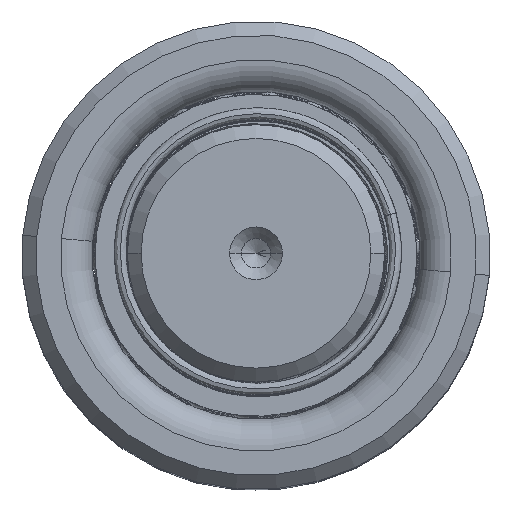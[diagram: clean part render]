
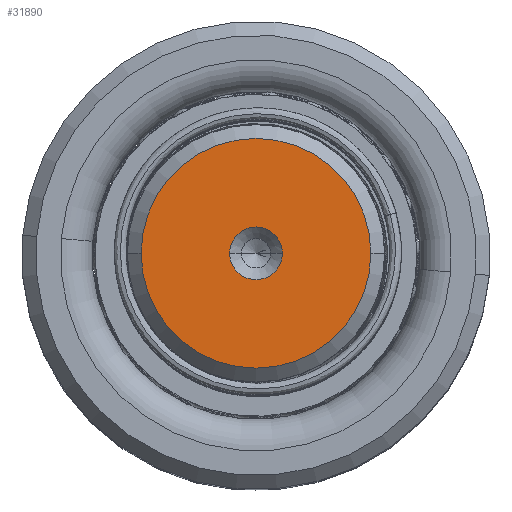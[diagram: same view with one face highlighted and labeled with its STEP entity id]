
A CAD part, top view. The second image highlights one B-rep face of the part: STEP entity #31890.
In plain terms, the highlighted planar face has unit normal (0, 0, 1).
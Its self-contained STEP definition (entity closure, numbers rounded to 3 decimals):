
#436 = CARTESIAN_POINT ( 'NONE',  ( 2.25, 0., 160. ) ) ;
#984 = EDGE_CURVE ( 'NONE', #46954, #34003, #6600, .T. ) ;
#5410 = ORIENTED_EDGE ( 'NONE', *, *, #13945, .F. ) ;
#6600 = CIRCLE ( 'NONE', #38990, 2.25 ) ;
#6981 = EDGE_CURVE ( 'NONE', #56911, #56788, #20442, .T. ) ;
#12928 = CIRCLE ( 'NONE', #33811, 9.809 ) ;
#13542 = EDGE_CURVE ( 'NONE', #56788, #56911, #12928, .T. ) ;
#13945 = EDGE_CURVE ( 'NONE', #34003, #46954, #17752, .T. ) ;
#15134 = CARTESIAN_POINT ( 'NONE',  ( 0., 0., 160. ) ) ;
#15333 = DIRECTION ( 'NONE',  ( 0., 0., 1. ) ) ;
#16560 = EDGE_LOOP ( 'NONE', ( #5410, #47281 ) ) ;
#17752 = CIRCLE ( 'NONE', #24578, 2.25 ) ;
#18647 = CARTESIAN_POINT ( 'NONE',  ( 9.809, 0., 160. ) ) ;
#18833 = CARTESIAN_POINT ( 'NONE',  ( 0., 0., 160. ) ) ;
#19030 = DIRECTION ( 'NONE',  ( 1., 0., 0. ) ) ;
#20442 = CIRCLE ( 'NONE', #22612, 9.809 ) ;
#22612 = AXIS2_PLACEMENT_3D ( 'NONE', #15134, #15333, #36830 ) ;
#24578 = AXIS2_PLACEMENT_3D ( 'NONE', #41824, #46653, #41627 ) ;
#26452 = ORIENTED_EDGE ( 'NONE', *, *, #6981, .T. ) ;
#30948 = ORIENTED_EDGE ( 'NONE', *, *, #13542, .T. ) ;
#31890 = ADVANCED_FACE ( 'NONE', ( #40231, #47175 ), #54630, .T. ) ;
#31891 = DIRECTION ( 'NONE',  ( 1., 0., 0. ) ) ;
#33811 = AXIS2_PLACEMENT_3D ( 'NONE', #47872, #44008, #52157 ) ;
#34003 = VERTEX_POINT ( 'NONE', #436 ) ;
#35577 = DIRECTION ( 'NONE',  ( 0., 0., 1. ) ) ;
#36329 = CARTESIAN_POINT ( 'NONE',  ( 0., 0., 160. ) ) ;
#36830 = DIRECTION ( 'NONE',  ( 1., 0., 0. ) ) ;
#38990 = AXIS2_PLACEMENT_3D ( 'NONE', #36329, #35577, #31891 ) ;
#40231 = FACE_BOUND ( 'NONE', #16560, .T. ) ;
#41627 = DIRECTION ( 'NONE',  ( 1., 0., 0. ) ) ;
#41824 = CARTESIAN_POINT ( 'NONE',  ( 0., 0., 160. ) ) ;
#41947 = AXIS2_PLACEMENT_3D ( 'NONE', #18833, #50214, #19030 ) ;
#44008 = DIRECTION ( 'NONE',  ( 0., 0., 1. ) ) ;
#46653 = DIRECTION ( 'NONE',  ( 0., 0., 1. ) ) ;
#46846 = CARTESIAN_POINT ( 'NONE',  ( -2.25, 0., 160. ) ) ;
#46954 = VERTEX_POINT ( 'NONE', #46846 ) ;
#47175 = FACE_OUTER_BOUND ( 'NONE', #55898, .T. ) ;
#47281 = ORIENTED_EDGE ( 'NONE', *, *, #984, .F. ) ;
#47872 = CARTESIAN_POINT ( 'NONE',  ( 0., 0., 160. ) ) ;
#50214 = DIRECTION ( 'NONE',  ( 0., 0., 1. ) ) ;
#52157 = DIRECTION ( 'NONE',  ( 1., 0., 0. ) ) ;
#54630 = PLANE ( 'NONE',  #41947 ) ;
#55898 = EDGE_LOOP ( 'NONE', ( #26452, #30948 ) ) ;
#56176 = CARTESIAN_POINT ( 'NONE',  ( -9.809, 0., 160. ) ) ;
#56788 = VERTEX_POINT ( 'NONE', #18647 ) ;
#56911 = VERTEX_POINT ( 'NONE', #56176 ) ;
